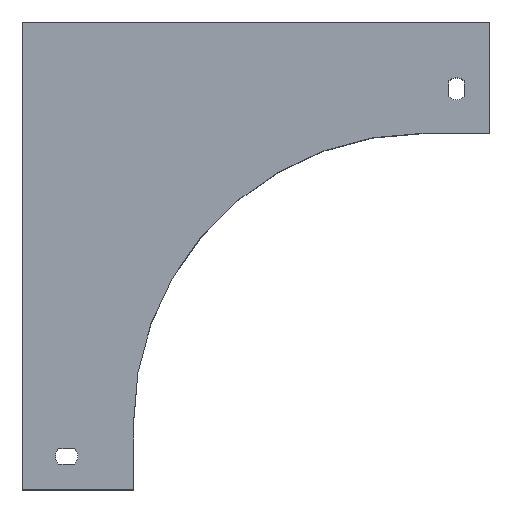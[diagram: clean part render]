
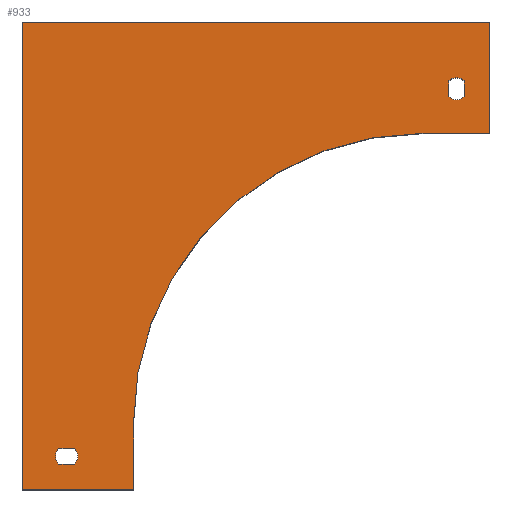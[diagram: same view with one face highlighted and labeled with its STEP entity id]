
A CAD part, top view. The second image highlights one B-rep face of the part: STEP entity #933.
In plain terms, the highlighted planar face has unit normal (0, 0, 1).
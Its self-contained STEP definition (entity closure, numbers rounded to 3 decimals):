
#67 = CARTESIAN_POINT ( 'NONE',  ( 0., 0., 1. ) ) ;
#71 = CARTESIAN_POINT ( 'NONE',  ( 16.429, 11.5, 1. ) ) ;
#72 = DIRECTION ( 'NONE',  ( 1., 0., 0. ) ) ;
#121 = DIRECTION ( 'NONE',  ( 1., 0., 0. ) ) ;
#139 = DIRECTION ( 'NONE',  ( 0., 1., 0. ) ) ;
#143 = CARTESIAN_POINT ( 'NONE',  ( 50., 0., 1. ) ) ;
#167 = CARTESIAN_POINT ( 'NONE',  ( 180., 30., 1. ) ) ;
#168 = DIRECTION ( 'NONE',  ( 0., 0., -1. ) ) ;
#169 = DIRECTION ( 'NONE',  ( 1., 0., 0. ) ) ;
#183 = DIRECTION ( 'NONE',  ( 0., -1., 0. ) ) ;
#190 = CARTESIAN_POINT ( 'NONE',  ( 0., 210., 1. ) ) ;
#207 = ORIENTED_EDGE ( 'NONE', *, *, #634, .F. ) ;
#218 = ORIENTED_EDGE ( 'NONE', *, *, #681, .T. ) ;
#220 = VECTOR ( 'NONE', #121, 1000. ) ;
#223 = LINE ( 'NONE', #1062, #479 ) ;
#227 = VECTOR ( 'NONE', #1052, 1000. ) ;
#228 = LINE ( 'NONE', #1111, #229 ) ;
#229 = VECTOR ( 'NONE', #1112, 1000. ) ;
#230 = CIRCLE ( 'NONE', #712, 130. ) ;
#231 = LINE ( 'NONE', #1057, #366 ) ;
#232 = LINE ( 'NONE', #1059, #364 ) ;
#234 = VECTOR ( 'NONE', #139, 1000. ) ;
#236 = LINE ( 'NONE', #143, #234 ) ;
#238 = ORIENTED_EDGE ( 'NONE', *, *, #633, .T. ) ;
#244 = VERTEX_POINT ( 'NONE', #1161 ) ;
#245 = VERTEX_POINT ( 'NONE', #1153 ) ;
#261 = ORIENTED_EDGE ( 'NONE', *, *, #630, .T. ) ;
#262 = LINE ( 'NONE', #71, #220 ) ;
#266 = ORIENTED_EDGE ( 'NONE', *, *, #690, .T. ) ;
#272 = ORIENTED_EDGE ( 'NONE', *, *, #652, .T. ) ;
#279 = VERTEX_POINT ( 'NONE', #1122 ) ;
#305 = EDGE_LOOP ( 'NONE', ( #606, #515, #508, #207 ) ) ;
#316 = EDGE_LOOP ( 'NONE', ( #549, #541, #532, #507 ) ) ;
#331 = VERTEX_POINT ( 'NONE', #1164 ) ;
#332 = VERTEX_POINT ( 'NONE', #1155 ) ;
#339 = VERTEX_POINT ( 'NONE', #1067 ) ;
#340 = VERTEX_POINT ( 'NONE', #1068 ) ;
#349 = VERTEX_POINT ( 'NONE', #1080 ) ;
#352 = VERTEX_POINT ( 'NONE', #1083 ) ;
#356 = VERTEX_POINT ( 'NONE', #1087 ) ;
#357 = VERTEX_POINT ( 'NONE', #1088 ) ;
#360 = VERTEX_POINT ( 'NONE', #1092 ) ;
#363 = CIRCLE ( 'NONE', #725, 5. ) ;
#364 = VECTOR ( 'NONE', #1054, 1000. ) ;
#365 = LINE ( 'NONE', #1149, #227 ) ;
#366 = VECTOR ( 'NONE', #1113, 1000. ) ;
#369 = VERTEX_POINT ( 'NONE', #1098 ) ;
#370 = VERTEX_POINT ( 'NONE', #1099 ) ;
#384 = VERTEX_POINT ( 'NONE', #1110 ) ;
#386 = ORIENTED_EDGE ( 'NONE', *, *, #693, .T. ) ;
#387 = ORIENTED_EDGE ( 'NONE', *, *, #674, .T. ) ;
#397 = CIRCLE ( 'NONE', #696, 5. ) ;
#398 = CIRCLE ( 'NONE', #727, 5. ) ;
#402 = EDGE_LOOP ( 'NONE', ( #218, #266, #386, #272, #261, #238, #387 ) ) ;
#417 = LINE ( 'NONE', #67, #422 ) ;
#422 = VECTOR ( 'NONE', #72, 1000. ) ;
#437 = LINE ( 'NONE', #190, #439 ) ;
#439 = VECTOR ( 'NONE', #183, 1000. ) ;
#468 = VECTOR ( 'NONE', #1147, 1000. ) ;
#472 = LINE ( 'NONE', #1114, #468 ) ;
#475 = CIRCLE ( 'NONE', #723, 5. ) ;
#479 = VECTOR ( 'NONE', #1051, 1000. ) ;
#507 = ORIENTED_EDGE ( 'NONE', *, *, #632, .F. ) ;
#508 = ORIENTED_EDGE ( 'NONE', *, *, #636, .F. ) ;
#515 = ORIENTED_EDGE ( 'NONE', *, *, #637, .F. ) ;
#532 = ORIENTED_EDGE ( 'NONE', *, *, #635, .F. ) ;
#541 = ORIENTED_EDGE ( 'NONE', *, *, #701, .F. ) ;
#549 = ORIENTED_EDGE ( 'NONE', *, *, #650, .F. ) ;
#606 = ORIENTED_EDGE ( 'NONE', *, *, #631, .F. ) ;
#630 = EDGE_CURVE ( 'NONE', #279, #340, #228, .T. ) ;
#631 = EDGE_CURVE ( 'NONE', #356, #352, #398, .T. ) ;
#632 = EDGE_CURVE ( 'NONE', #244, #360, #231, .T. ) ;
#633 = EDGE_CURVE ( 'NONE', #340, #369, #232, .T. ) ;
#634 = EDGE_CURVE ( 'NONE', #352, #331, #365, .T. ) ;
#635 = EDGE_CURVE ( 'NONE', #360, #370, #397, .T. ) ;
#636 = EDGE_CURVE ( 'NONE', #331, #349, #363, .T. ) ;
#637 = EDGE_CURVE ( 'NONE', #349, #356, #223, .T. ) ;
#650 = EDGE_CURVE ( 'NONE', #339, #244, #475, .T. ) ;
#652 = EDGE_CURVE ( 'NONE', #357, #279, #472, .T. ) ;
#674 = EDGE_CURVE ( 'NONE', #369, #332, #437, .T. ) ;
#681 = EDGE_CURVE ( 'NONE', #332, #384, #417, .T. ) ;
#690 = EDGE_CURVE ( 'NONE', #384, #245, #236, .T. ) ;
#693 = EDGE_CURVE ( 'NONE', #245, #357, #230, .T. ) ;
#696 = AXIS2_PLACEMENT_3D ( 'NONE', #1047, #1046, #1144 ) ;
#701 = EDGE_CURVE ( 'NONE', #370, #339, #262, .T. ) ;
#712 = AXIS2_PLACEMENT_3D ( 'NONE', #167, #168, #169 ) ;
#723 = AXIS2_PLACEMENT_3D ( 'NONE', #1118, #1127, #1096 ) ;
#725 = AXIS2_PLACEMENT_3D ( 'NONE', #1045, #1093, #1133 ) ;
#727 = AXIS2_PLACEMENT_3D ( 'NONE', #1056, #1055, #1135 ) ;
#791 = AXIS2_PLACEMENT_3D ( 'NONE', #863, #796, #842 ) ;
#796 = DIRECTION ( 'NONE',  ( 0., 0., 1. ) ) ;
#835 = PLANE ( 'NONE',  #791 ) ;
#842 = DIRECTION ( 'NONE',  ( 1., 0., 0. ) ) ;
#863 = CARTESIAN_POINT ( 'NONE',  ( 180., 30., 1. ) ) ;
#933 = ADVANCED_FACE ( 'NONE', ( #1175, #1169, #1181 ), #835, .T. ) ;
#1045 = CARTESIAN_POINT ( 'NONE',  ( 195., 180., 1. ) ) ;
#1046 = DIRECTION ( 'NONE',  ( 0., 0., 1. ) ) ;
#1047 = CARTESIAN_POINT ( 'NONE',  ( 20., 15., 1. ) ) ;
#1051 = DIRECTION ( 'NONE',  ( 0., 1., 0. ) ) ;
#1052 = DIRECTION ( 'NONE',  ( 0., -1., 0. ) ) ;
#1054 = DIRECTION ( 'NONE',  ( -1., 0., 0. ) ) ;
#1055 = DIRECTION ( 'NONE',  ( 0., 0., 1. ) ) ;
#1056 = CARTESIAN_POINT ( 'NONE',  ( 195., 180., 1. ) ) ;
#1057 = CARTESIAN_POINT ( 'NONE',  ( 16.429, 18.5, 1. ) ) ;
#1059 = CARTESIAN_POINT ( 'NONE',  ( 0., 210., 1. ) ) ;
#1062 = CARTESIAN_POINT ( 'NONE',  ( 198.5, 176.429, 1. ) ) ;
#1067 = CARTESIAN_POINT ( 'NONE',  ( 23.571, 11.5, 1. ) ) ;
#1068 = CARTESIAN_POINT ( 'NONE',  ( 210., 210., 1. ) ) ;
#1080 = CARTESIAN_POINT ( 'NONE',  ( 198.5, 176.429, 1. ) ) ;
#1083 = CARTESIAN_POINT ( 'NONE',  ( 191.5, 183.571, 1. ) ) ;
#1087 = CARTESIAN_POINT ( 'NONE',  ( 198.5, 183.571, 1. ) ) ;
#1088 = CARTESIAN_POINT ( 'NONE',  ( 180., 160., 1. ) ) ;
#1092 = CARTESIAN_POINT ( 'NONE',  ( 16.429, 18.5, 1. ) ) ;
#1093 = DIRECTION ( 'NONE',  ( 0., 0., 1. ) ) ;
#1096 = DIRECTION ( 'NONE',  ( 1., 0., 0. ) ) ;
#1098 = CARTESIAN_POINT ( 'NONE',  ( 0., 210., 1. ) ) ;
#1099 = CARTESIAN_POINT ( 'NONE',  ( 16.429, 11.5, 1. ) ) ;
#1110 = CARTESIAN_POINT ( 'NONE',  ( 50., 0., 1. ) ) ;
#1111 = CARTESIAN_POINT ( 'NONE',  ( 210., 210., 1. ) ) ;
#1112 = DIRECTION ( 'NONE',  ( 0., 1., 0. ) ) ;
#1113 = DIRECTION ( 'NONE',  ( -1., 0., 0. ) ) ;
#1114 = CARTESIAN_POINT ( 'NONE',  ( 210., 160., 1. ) ) ;
#1118 = CARTESIAN_POINT ( 'NONE',  ( 20., 15., 1. ) ) ;
#1122 = CARTESIAN_POINT ( 'NONE',  ( 210., 160., 1. ) ) ;
#1127 = DIRECTION ( 'NONE',  ( 0., 0., 1. ) ) ;
#1133 = DIRECTION ( 'NONE',  ( 1., 0., 0. ) ) ;
#1135 = DIRECTION ( 'NONE',  ( 1., 0., 0. ) ) ;
#1144 = DIRECTION ( 'NONE',  ( 1., 0., 0. ) ) ;
#1147 = DIRECTION ( 'NONE',  ( 1., 0., 0. ) ) ;
#1149 = CARTESIAN_POINT ( 'NONE',  ( 191.5, 176.429, 1. ) ) ;
#1153 = CARTESIAN_POINT ( 'NONE',  ( 50., 30., 1. ) ) ;
#1155 = CARTESIAN_POINT ( 'NONE',  ( 0., 0., 1. ) ) ;
#1161 = CARTESIAN_POINT ( 'NONE',  ( 23.571, 18.5, 1. ) ) ;
#1164 = CARTESIAN_POINT ( 'NONE',  ( 191.5, 176.429, 1. ) ) ;
#1169 = FACE_BOUND ( 'NONE', #305, .T. ) ;
#1175 = FACE_BOUND ( 'NONE', #316, .T. ) ;
#1181 = FACE_OUTER_BOUND ( 'NONE', #402, .T. ) ;
